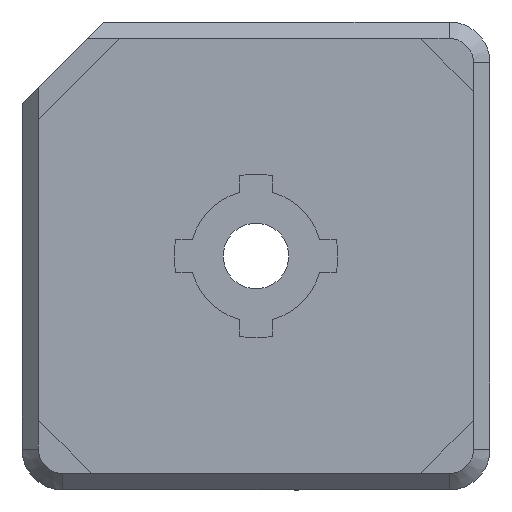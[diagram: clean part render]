
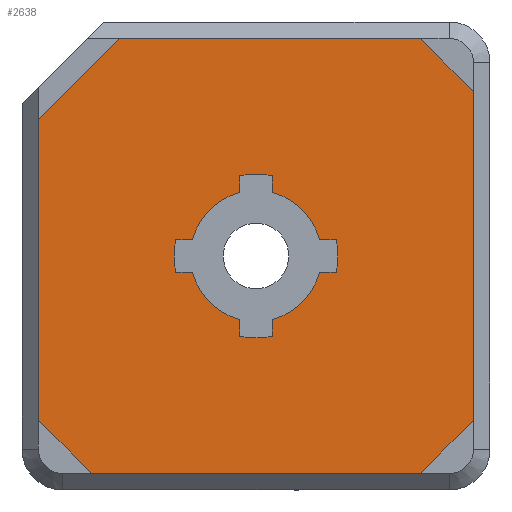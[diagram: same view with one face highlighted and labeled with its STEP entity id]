
A CAD part, front view. The second image highlights one B-rep face of the part: STEP entity #2638.
In plain terms, the highlighted planar face has unit normal (0, -1, 0).
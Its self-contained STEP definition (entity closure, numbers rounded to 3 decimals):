
#124=FACE_BOUND('',#424,.T.);
#153=CIRCLE('',#2877,4.);
#155=CIRCLE('',#2881,5.);
#157=CIRCLE('',#2885,4.);
#159=CIRCLE('',#2889,5.);
#161=CIRCLE('',#2893,4.);
#163=CIRCLE('',#2897,5.);
#165=CIRCLE('',#2901,4.);
#167=CIRCLE('',#2905,5.);
#270=FACE_OUTER_BOUND('',#423,.T.);
#423=EDGE_LOOP('',(#1986,#1987,#1988,#1989,#1990,#1991,#1992,#1993));
#424=EDGE_LOOP('',(#1994,#1995,#1996,#1997,#1998,#1999,#2000,#2001,#2002,
#2003,#2004,#2005,#2006,#2007,#2008,#2009));
#584=LINE('',#4006,#875);
#588=LINE('',#4018,#879);
#592=LINE('',#4030,#883);
#596=LINE('',#4042,#887);
#600=LINE('',#4054,#891);
#604=LINE('',#4066,#895);
#608=LINE('',#4078,#899);
#611=LINE('',#4087,#902);
#612=LINE('',#4091,#903);
#616=LINE('',#4099,#907);
#619=LINE('',#4105,#910);
#622=LINE('',#4111,#913);
#625=LINE('',#4117,#916);
#628=LINE('',#4123,#919);
#631=LINE('',#4129,#922);
#634=LINE('',#4134,#925);
#875=VECTOR('',#3226,10.);
#879=VECTOR('',#3238,10.);
#883=VECTOR('',#3250,10.);
#887=VECTOR('',#3262,10.);
#891=VECTOR('',#3274,10.);
#895=VECTOR('',#3286,10.);
#899=VECTOR('',#3298,10.);
#902=VECTOR('',#3309,10.);
#903=VECTOR('',#3312,10.);
#907=VECTOR('',#3318,10.);
#910=VECTOR('',#3323,10.);
#913=VECTOR('',#3328,10.);
#916=VECTOR('',#3333,10.);
#919=VECTOR('',#3338,10.);
#922=VECTOR('',#3343,10.);
#925=VECTOR('',#3348,10.);
#1158=VERTEX_POINT('',#3996);
#1159=VERTEX_POINT('',#3998);
#1161=VERTEX_POINT('',#4004);
#1163=VERTEX_POINT('',#4010);
#1165=VERTEX_POINT('',#4016);
#1167=VERTEX_POINT('',#4022);
#1169=VERTEX_POINT('',#4028);
#1171=VERTEX_POINT('',#4034);
#1173=VERTEX_POINT('',#4040);
#1175=VERTEX_POINT('',#4046);
#1177=VERTEX_POINT('',#4052);
#1179=VERTEX_POINT('',#4058);
#1181=VERTEX_POINT('',#4064);
#1183=VERTEX_POINT('',#4070);
#1185=VERTEX_POINT('',#4076);
#1187=VERTEX_POINT('',#4082);
#1188=VERTEX_POINT('',#4089);
#1189=VERTEX_POINT('',#4090);
#1192=VERTEX_POINT('',#4098);
#1194=VERTEX_POINT('',#4104);
#1196=VERTEX_POINT('',#4110);
#1198=VERTEX_POINT('',#4116);
#1200=VERTEX_POINT('',#4122);
#1202=VERTEX_POINT('',#4128);
#1428=EDGE_CURVE('',#1159,#1158,#153,.T.);
#1432=EDGE_CURVE('',#1158,#1161,#584,.T.);
#1435=EDGE_CURVE('',#1161,#1163,#155,.T.);
#1438=EDGE_CURVE('',#1163,#1165,#588,.T.);
#1441=EDGE_CURVE('',#1165,#1167,#157,.T.);
#1444=EDGE_CURVE('',#1167,#1169,#592,.T.);
#1447=EDGE_CURVE('',#1169,#1171,#159,.T.);
#1450=EDGE_CURVE('',#1171,#1173,#596,.T.);
#1453=EDGE_CURVE('',#1173,#1175,#161,.T.);
#1456=EDGE_CURVE('',#1175,#1177,#600,.T.);
#1459=EDGE_CURVE('',#1177,#1179,#163,.T.);
#1462=EDGE_CURVE('',#1179,#1181,#604,.T.);
#1465=EDGE_CURVE('',#1181,#1183,#165,.T.);
#1468=EDGE_CURVE('',#1183,#1185,#608,.T.);
#1471=EDGE_CURVE('',#1185,#1187,#167,.T.);
#1473=EDGE_CURVE('',#1187,#1159,#611,.T.);
#1474=EDGE_CURVE('',#1188,#1189,#612,.T.);
#1478=EDGE_CURVE('',#1192,#1188,#616,.T.);
#1481=EDGE_CURVE('',#1194,#1192,#619,.T.);
#1484=EDGE_CURVE('',#1196,#1194,#622,.T.);
#1487=EDGE_CURVE('',#1198,#1196,#625,.T.);
#1490=EDGE_CURVE('',#1200,#1198,#628,.T.);
#1493=EDGE_CURVE('',#1202,#1200,#631,.T.);
#1496=EDGE_CURVE('',#1189,#1202,#634,.T.);
#1986=ORIENTED_EDGE('',*,*,#1496,.F.);
#1987=ORIENTED_EDGE('',*,*,#1474,.F.);
#1988=ORIENTED_EDGE('',*,*,#1478,.F.);
#1989=ORIENTED_EDGE('',*,*,#1481,.F.);
#1990=ORIENTED_EDGE('',*,*,#1484,.F.);
#1991=ORIENTED_EDGE('',*,*,#1487,.F.);
#1992=ORIENTED_EDGE('',*,*,#1490,.F.);
#1993=ORIENTED_EDGE('',*,*,#1493,.F.);
#1994=ORIENTED_EDGE('',*,*,#1428,.T.);
#1995=ORIENTED_EDGE('',*,*,#1432,.T.);
#1996=ORIENTED_EDGE('',*,*,#1435,.T.);
#1997=ORIENTED_EDGE('',*,*,#1438,.T.);
#1998=ORIENTED_EDGE('',*,*,#1441,.T.);
#1999=ORIENTED_EDGE('',*,*,#1444,.T.);
#2000=ORIENTED_EDGE('',*,*,#1447,.T.);
#2001=ORIENTED_EDGE('',*,*,#1450,.T.);
#2002=ORIENTED_EDGE('',*,*,#1453,.T.);
#2003=ORIENTED_EDGE('',*,*,#1456,.T.);
#2004=ORIENTED_EDGE('',*,*,#1459,.T.);
#2005=ORIENTED_EDGE('',*,*,#1462,.T.);
#2006=ORIENTED_EDGE('',*,*,#1465,.T.);
#2007=ORIENTED_EDGE('',*,*,#1468,.T.);
#2008=ORIENTED_EDGE('',*,*,#1471,.T.);
#2009=ORIENTED_EDGE('',*,*,#1473,.T.);
#2519=PLANE('',#2916);
#2638=ADVANCED_FACE('',(#270,#124),#2519,.T.);
#2877=AXIS2_PLACEMENT_3D('',#3999,#3219,#3220);
#2881=AXIS2_PLACEMENT_3D('',#4012,#3232,#3233);
#2885=AXIS2_PLACEMENT_3D('',#4024,#3244,#3245);
#2889=AXIS2_PLACEMENT_3D('',#4036,#3256,#3257);
#2893=AXIS2_PLACEMENT_3D('',#4048,#3268,#3269);
#2897=AXIS2_PLACEMENT_3D('',#4060,#3280,#3281);
#2901=AXIS2_PLACEMENT_3D('',#4072,#3292,#3293);
#2905=AXIS2_PLACEMENT_3D('',#4084,#3304,#3305);
#2916=AXIS2_PLACEMENT_3D('',#4137,#3352,#3353);
#3219=DIRECTION('center_axis',(0.,1.,0.));
#3220=DIRECTION('ref_axis',(-0.25,0.,-0.968));
#3226=DIRECTION('',(-1.,0.,0.));
#3232=DIRECTION('center_axis',(0.,1.,0.));
#3233=DIRECTION('ref_axis',(-0.98,0.,-0.2));
#3238=DIRECTION('',(1.,0.,0.));
#3244=DIRECTION('center_axis',(0.,1.,0.));
#3245=DIRECTION('ref_axis',(-0.968,0.,0.25));
#3250=DIRECTION('',(0.,0.,1.));
#3256=DIRECTION('center_axis',(0.,1.,0.));
#3257=DIRECTION('ref_axis',(-0.2,0.,0.98));
#3262=DIRECTION('',(0.,0.,-1.));
#3268=DIRECTION('center_axis',(0.,1.,0.));
#3269=DIRECTION('ref_axis',(0.25,0.,0.968));
#3274=DIRECTION('',(1.,0.,0.));
#3280=DIRECTION('center_axis',(0.,1.,0.));
#3281=DIRECTION('ref_axis',(0.98,0.,0.2));
#3286=DIRECTION('',(-1.,0.,0.));
#3292=DIRECTION('center_axis',(0.,1.,0.));
#3293=DIRECTION('ref_axis',(0.968,0.,-0.25));
#3298=DIRECTION('',(0.,0.,-1.));
#3304=DIRECTION('center_axis',(0.,1.,0.));
#3305=DIRECTION('ref_axis',(0.2,0.,-0.98));
#3309=DIRECTION('',(0.,0.,1.));
#3312=DIRECTION('',(-1.,0.,0.));
#3318=DIRECTION('',(-0.707,0.,-0.707));
#3323=DIRECTION('',(0.,0.,-1.));
#3328=DIRECTION('',(0.707,0.,-0.707));
#3333=DIRECTION('',(1.,0.,0.));
#3338=DIRECTION('',(0.707,0.,0.707));
#3343=DIRECTION('',(0.,0.,1.));
#3348=DIRECTION('',(-0.707,0.,0.707));
#3352=DIRECTION('center_axis',(0.,-1.,0.));
#3353=DIRECTION('ref_axis',(0.,0.,-1.));
#3996=CARTESIAN_POINT('',(-3.873,0.,-1.));
#3998=CARTESIAN_POINT('',(-1.,0.,-3.873));
#3999=CARTESIAN_POINT('Origin',(0.,0.,0.));
#4004=CARTESIAN_POINT('',(-4.899,0.,-1.));
#4006=CARTESIAN_POINT('',(-2.365,0.,-1.));
#4010=CARTESIAN_POINT('',(-4.899,0.,1.));
#4012=CARTESIAN_POINT('Origin',(0.,0.,0.));
#4016=CARTESIAN_POINT('',(-3.873,0.,1.));
#4018=CARTESIAN_POINT('',(-1.852,0.,1.));
#4022=CARTESIAN_POINT('',(-1.,0.,3.873));
#4024=CARTESIAN_POINT('Origin',(0.,0.,0.));
#4028=CARTESIAN_POINT('',(-1.,0.,4.899));
#4030=CARTESIAN_POINT('',(-1.,0.,2.365));
#4034=CARTESIAN_POINT('',(1.,0.,4.899));
#4036=CARTESIAN_POINT('Origin',(0.,0.,0.));
#4040=CARTESIAN_POINT('',(1.,0.,3.873));
#4042=CARTESIAN_POINT('',(1.,0.,1.852));
#4046=CARTESIAN_POINT('',(3.873,0.,1.));
#4048=CARTESIAN_POINT('Origin',(0.,0.,0.));
#4052=CARTESIAN_POINT('',(4.899,0.,1.));
#4054=CARTESIAN_POINT('',(2.534,0.,1.));
#4058=CARTESIAN_POINT('',(4.899,0.,-1.));
#4060=CARTESIAN_POINT('Origin',(0.,0.,0.));
#4064=CARTESIAN_POINT('',(3.873,0.,-1.));
#4066=CARTESIAN_POINT('',(2.021,0.,-1.));
#4070=CARTESIAN_POINT('',(1.,0.,-3.873));
#4072=CARTESIAN_POINT('Origin',(0.,0.,0.));
#4076=CARTESIAN_POINT('',(1.,0.,-4.899));
#4078=CARTESIAN_POINT('',(1.,0.,-2.534));
#4082=CARTESIAN_POINT('',(-1.,0.,-4.899));
#4084=CARTESIAN_POINT('Origin',(0.,0.,0.));
#4087=CARTESIAN_POINT('',(-1.,0.,-2.021));
#4089=CARTESIAN_POINT('',(10.05,0.,-13.25));
#4090=CARTESIAN_POINT('',(-10.05,0.,-13.25));
#4091=CARTESIAN_POINT('',(10.05,0.,-13.25));
#4098=CARTESIAN_POINT('',(13.25,0.,-10.05));
#4099=CARTESIAN_POINT('',(13.25,0.,-10.05));
#4104=CARTESIAN_POINT('',(13.25,0.,10.05));
#4105=CARTESIAN_POINT('',(13.25,0.,10.05));
#4110=CARTESIAN_POINT('',(10.05,0.,13.25));
#4111=CARTESIAN_POINT('',(10.05,0.,13.25));
#4116=CARTESIAN_POINT('',(-8.3,0.,13.25));
#4117=CARTESIAN_POINT('',(-8.3,0.,13.25));
#4122=CARTESIAN_POINT('',(-13.25,0.,8.3));
#4123=CARTESIAN_POINT('',(-13.25,0.,8.3));
#4128=CARTESIAN_POINT('',(-13.25,0.,-10.05));
#4129=CARTESIAN_POINT('',(-13.25,0.,-10.05));
#4134=CARTESIAN_POINT('',(-10.05,0.,-13.25));
#4137=CARTESIAN_POINT('Origin',(0.17,0.,-0.17));
